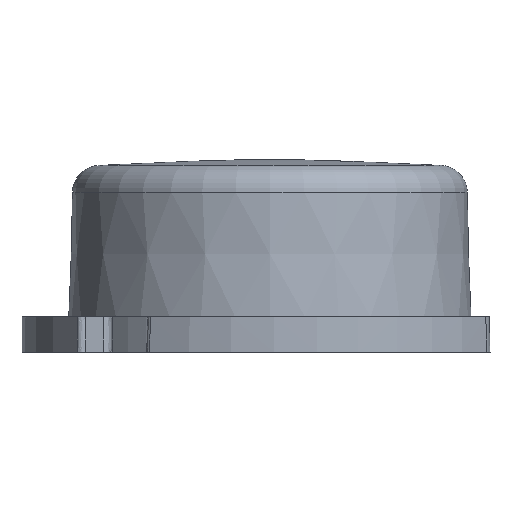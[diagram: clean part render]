
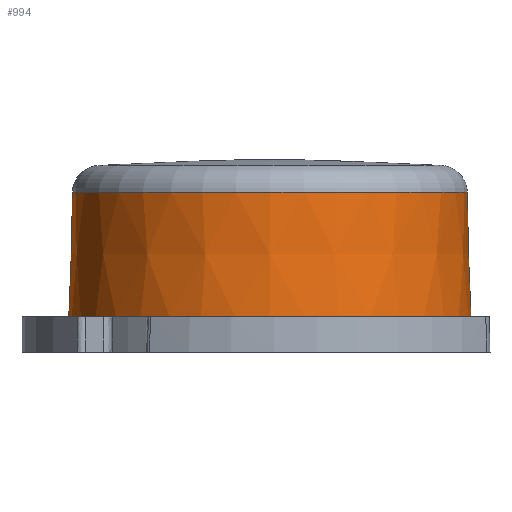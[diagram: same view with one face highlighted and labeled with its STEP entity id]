
A CAD part, left-side view. The second image highlights one B-rep face of the part: STEP entity #994.
In plain terms, the highlighted conical face has half-angle 1.7 degrees and reference radius 3.675 mm.
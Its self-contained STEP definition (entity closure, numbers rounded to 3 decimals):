
#66=LINE('',#2739,#100);
#100=VECTOR('',#1295,3.675);
#126=CIRCLE('',#1018,3.656);
#161=CIRCLE('',#1088,3.589);
#163=CIRCLE('',#1090,3.589);
#169=CONICAL_SURFACE('',#1092,3.675,0.03);
#221=FACE_OUTER_BOUND('',#275,.T.);
#275=EDGE_LOOP('',(#922,#923,#924,#925,#926));
#373=VERTEX_POINT('',#1594);
#458=VERTEX_POINT('',#2731);
#459=VERTEX_POINT('',#2732);
#482=EDGE_CURVE('',#373,#373,#126,.T.);
#612=EDGE_CURVE('',#458,#459,#161,.T.);
#614=EDGE_CURVE('',#459,#458,#163,.T.);
#616=EDGE_CURVE('',#458,#373,#66,.T.);
#922=ORIENTED_EDGE('',*,*,#612,.F.);
#923=ORIENTED_EDGE('',*,*,#616,.T.);
#924=ORIENTED_EDGE('',*,*,#482,.T.);
#925=ORIENTED_EDGE('',*,*,#616,.F.);
#926=ORIENTED_EDGE('',*,*,#614,.F.);
#994=ADVANCED_FACE('',(#221),#169,.T.);
#1018=AXIS2_PLACEMENT_3D('',#1595,#1117,#1118);
#1088=AXIS2_PLACEMENT_3D('',#2733,#1284,#1285);
#1090=AXIS2_PLACEMENT_3D('',#2735,#1288,#1289);
#1092=AXIS2_PLACEMENT_3D('',#2738,#1293,#1294);
#1117=DIRECTION('center_axis',(0.,0.,1.));
#1118=DIRECTION('ref_axis',(1.,0.,0.));
#1284=DIRECTION('center_axis',(0.,0.,1.));
#1285=DIRECTION('ref_axis',(1.,0.,0.));
#1288=DIRECTION('center_axis',(0.,0.,1.));
#1289=DIRECTION('ref_axis',(1.,0.,0.));
#1293=DIRECTION('center_axis',(0.,0.,-1.));
#1294=DIRECTION('ref_axis',(1.,0.,0.));
#1295=DIRECTION('',(-0.03,0.,-1.));
#1594=CARTESIAN_POINT('',(-3.656,0.,0.65));
#1595=CARTESIAN_POINT('Origin',(0.,0.,0.65));
#2731=CARTESIAN_POINT('',(-3.589,0.,2.912));
#2732=CARTESIAN_POINT('',(3.589,0.,2.912));
#2733=CARTESIAN_POINT('Origin',(0.,0.,2.912));
#2735=CARTESIAN_POINT('Origin',(0.,0.,2.912));
#2738=CARTESIAN_POINT('Origin',(0.,0.,0.));
#2739=CARTESIAN_POINT('',(-3.675,0.,0.));
